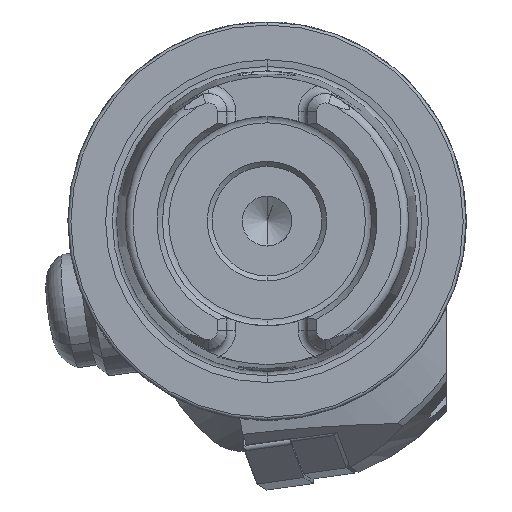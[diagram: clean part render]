
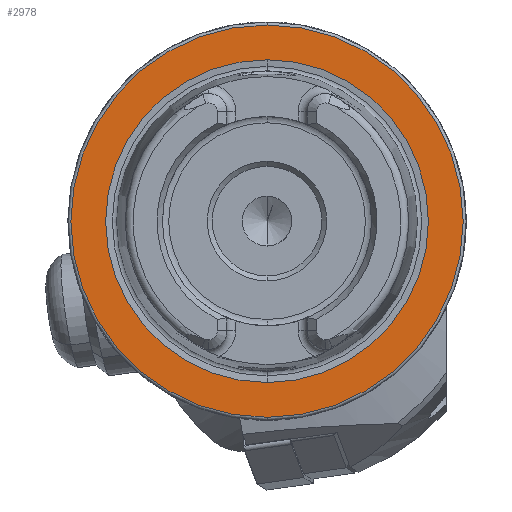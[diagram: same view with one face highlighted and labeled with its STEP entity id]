
A CAD part, left-side view. The second image highlights one B-rep face of the part: STEP entity #2978.
In plain terms, the highlighted planar face has unit normal (-1, 0, 0).
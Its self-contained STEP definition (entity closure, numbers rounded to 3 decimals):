
#236 = AXIS2_PLACEMENT_3D ( 'NONE', #12273, #14987, #16229 ) ;
#1035 = CIRCLE ( 'NONE', #13325, 16.207 ) ;
#1648 = ORIENTED_EDGE ( 'NONE', *, *, #15347, .T. ) ;
#1689 = DIRECTION ( 'NONE',  ( -1., 0., 0. ) ) ;
#1896 = VERTEX_POINT ( 'NONE', #16460 ) ;
#2549 = CIRCLE ( 'NONE', #11346, 19.7 ) ;
#2773 = FACE_OUTER_BOUND ( 'NONE', #9244, .T. ) ;
#2978 = ADVANCED_FACE ( 'NONE', ( #12370, #2773 ), #5536, .F. ) ;
#5108 = VERTEX_POINT ( 'NONE', #14615 ) ;
#5536 = PLANE ( 'NONE',  #236 ) ;
#5742 = CARTESIAN_POINT ( 'NONE',  ( 0., 0., 0. ) ) ;
#6812 = CARTESIAN_POINT ( 'NONE',  ( 0., 0., 0. ) ) ;
#8259 = ORIENTED_EDGE ( 'NONE', *, *, #11724, .F. ) ;
#8693 = DIRECTION ( 'NONE',  ( 0., 0., 1. ) ) ;
#8847 = CIRCLE ( 'NONE', #14399, 16.207 ) ;
#9244 = EDGE_LOOP ( 'NONE', ( #1648, #10430 ) ) ;
#9683 = DIRECTION ( 'NONE',  ( 0., 0., 1. ) ) ;
#10056 = VERTEX_POINT ( 'NONE', #15853 ) ;
#10323 = ORIENTED_EDGE ( 'NONE', *, *, #14365, .F. ) ;
#10430 = ORIENTED_EDGE ( 'NONE', *, *, #14903, .T. ) ;
#10559 = CIRCLE ( 'NONE', #13389, 19.7 ) ;
#11346 = AXIS2_PLACEMENT_3D ( 'NONE', #12720, #16814, #8693 ) ;
#11724 = EDGE_CURVE ( 'NONE', #10056, #5108, #1035, .T. ) ;
#12273 = CARTESIAN_POINT ( 'NONE',  ( 0., 19.7, 0. ) ) ;
#12370 = FACE_BOUND ( 'NONE', #17021, .T. ) ;
#12720 = CARTESIAN_POINT ( 'NONE',  ( 0., 0., 0. ) ) ;
#13022 = DIRECTION ( 'NONE',  ( -1., 0., 0. ) ) ;
#13325 = AXIS2_PLACEMENT_3D ( 'NONE', #6812, #13625, #16297 ) ;
#13389 = AXIS2_PLACEMENT_3D ( 'NONE', #5742, #1689, #9683 ) ;
#13625 = DIRECTION ( 'NONE',  ( -1., 0., 0. ) ) ;
#14365 = EDGE_CURVE ( 'NONE', #5108, #10056, #8847, .T. ) ;
#14399 = AXIS2_PLACEMENT_3D ( 'NONE', #15643, #13022, #15818 ) ;
#14615 = CARTESIAN_POINT ( 'NONE',  ( 0., 0., 16.207 ) ) ;
#14903 = EDGE_CURVE ( 'NONE', #1896, #15484, #2549, .T. ) ;
#14987 = DIRECTION ( 'NONE',  ( 1., 0., 0. ) ) ;
#15347 = EDGE_CURVE ( 'NONE', #15484, #1896, #10559, .T. ) ;
#15484 = VERTEX_POINT ( 'NONE', #15601 ) ;
#15601 = CARTESIAN_POINT ( 'NONE',  ( 0., 0., 19.7 ) ) ;
#15643 = CARTESIAN_POINT ( 'NONE',  ( 0., 0., 0. ) ) ;
#15818 = DIRECTION ( 'NONE',  ( 0., 0., 1. ) ) ;
#15853 = CARTESIAN_POINT ( 'NONE',  ( 0., 0., -16.207 ) ) ;
#16229 = DIRECTION ( 'NONE',  ( 0., 0., -1. ) ) ;
#16297 = DIRECTION ( 'NONE',  ( 0., 0., 1. ) ) ;
#16460 = CARTESIAN_POINT ( 'NONE',  ( 0., 0., -19.7 ) ) ;
#16814 = DIRECTION ( 'NONE',  ( -1., 0., 0. ) ) ;
#17021 = EDGE_LOOP ( 'NONE', ( #10323, #8259 ) ) ;
